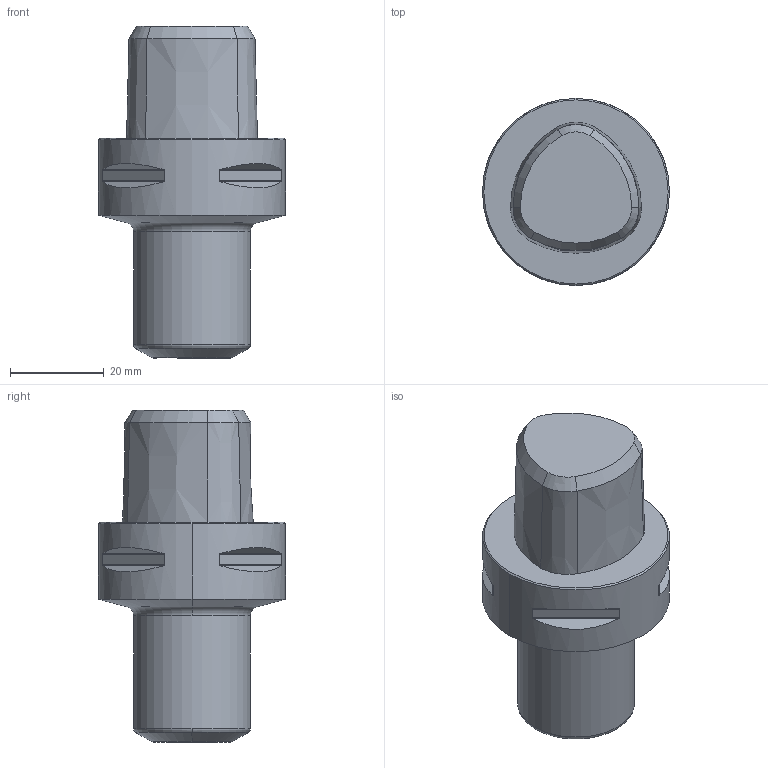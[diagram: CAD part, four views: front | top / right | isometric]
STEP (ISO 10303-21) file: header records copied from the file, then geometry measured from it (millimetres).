
FILE_DESCRIPTION(/* description */ (''),/* implementation_level */ '2;1');
FILE_NAME(/* name */ '1646639052029.stp',/* time_stamp */ '2022-03-07T13:14:25+06:00',/* author */ (''),/* organization */ ('SMS'),/* preprocessor_version */ 'ST-DEVELOPER v16.7',/* originating_system */ 'SIEMENS PLM Software NX 12.0',/* authorisation */ '');
FILE_SCHEMA (('AUTOMOTIVE_DESIGN { 1 0 10303 214 3 1 1 1 }'));
Length unit declared in the file: millimetre
Products named in the file (1): 204012131mod000_00
Bounding box: 40 x 40 x 71 mm (x, y, z)
Volume: 46480.9 mm3; surface area: 9824.1 mm2
Topology: 1 solids, 1 shells, 52 faces, 117 edges, 75 vertices
Faces by surface type: cone 19, plane 15, cylinder 12, torus 6
Full cylindrical faces by diameter (mm): 10 x1, 25 x1
Entity records: 1742 total; most frequent: CARTESIAN_POINT 516, DIRECTION 252, ORIENTED_EDGE 232, EDGE_CURVE 116, AXIS2_PLACEMENT_3D 102, VERTEX_POINT 75, EDGE_LOOP 60, ADVANCED_FACE 52
